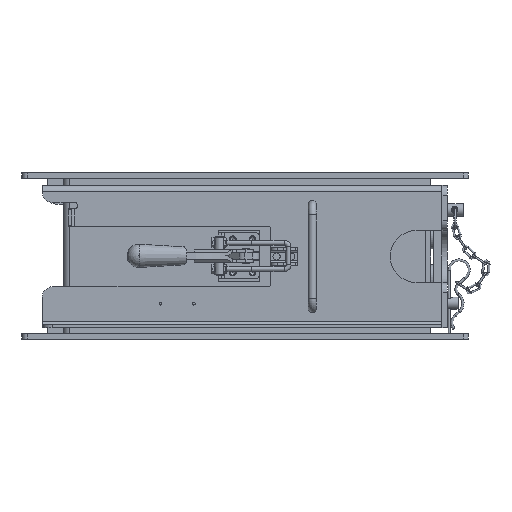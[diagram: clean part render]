
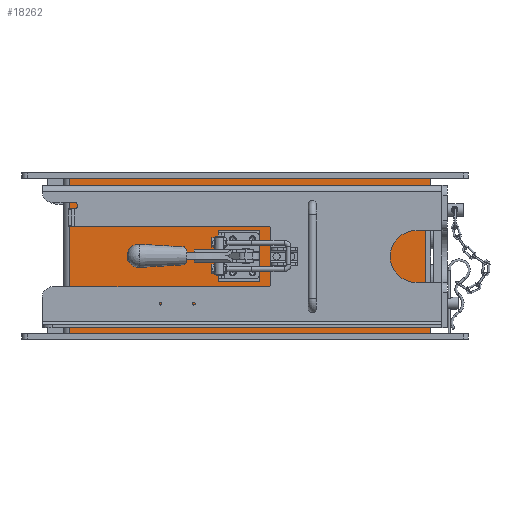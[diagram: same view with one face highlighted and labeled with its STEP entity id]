
A CAD part, left-side view. The second image highlights one B-rep face of the part: STEP entity #18262.
In plain terms, the highlighted planar face has unit normal (-1, 0, 0).
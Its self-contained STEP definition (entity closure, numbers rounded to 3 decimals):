
#424=LINE('',#28535,#1341);
#440=LINE('',#28578,#1357);
#447=LINE('',#28591,#1364);
#448=LINE('',#28593,#1365);
#449=LINE('',#28595,#1366);
#450=LINE('',#28597,#1367);
#451=LINE('',#28599,#1368);
#452=LINE('',#28600,#1369);
#453=LINE('',#28603,#1370);
#454=LINE('',#28605,#1371);
#455=LINE('',#28607,#1372);
#456=LINE('',#28608,#1373);
#1341=VECTOR('',#22718,10.);
#1357=VECTOR('',#22762,10.);
#1364=VECTOR('',#22775,10.);
#1365=VECTOR('',#22776,10.);
#1366=VECTOR('',#22777,10.);
#1367=VECTOR('',#22778,10.);
#1368=VECTOR('',#22779,10.);
#1369=VECTOR('',#22780,10.);
#1370=VECTOR('',#22781,10.);
#1371=VECTOR('',#22782,10.);
#1372=VECTOR('',#22783,10.);
#1373=VECTOR('',#22784,10.);
#2932=PLANE('',#19778);
#3542=FACE_BOUND('',#5656,.T.);
#3543=FACE_BOUND('',#5657,.T.);
#4274=FACE_OUTER_BOUND('',#5655,.T.);
#5655=EDGE_LOOP('',(#12998,#12999,#13000,#13001,#13002,#13003,#13004,#13005));
#5656=EDGE_LOOP('',(#13006,#13007,#13008,#13009));
#5657=EDGE_LOOP('',(#13010));
#7380=CIRCLE('',#19779,5.);
#8526=VERTEX_POINT('',#28532);
#8527=VERTEX_POINT('',#28534);
#8540=VERTEX_POINT('',#28576);
#8543=VERTEX_POINT('',#28590);
#8544=VERTEX_POINT('',#28592);
#8545=VERTEX_POINT('',#28594);
#8546=VERTEX_POINT('',#28596);
#8547=VERTEX_POINT('',#28598);
#8548=VERTEX_POINT('',#28601);
#8549=VERTEX_POINT('',#28602);
#8550=VERTEX_POINT('',#28604);
#8551=VERTEX_POINT('',#28606);
#8552=VERTEX_POINT('',#28609);
#10292=EDGE_CURVE('',#8526,#8527,#424,.T.);
#10314=EDGE_CURVE('',#8540,#8526,#440,.T.);
#10321=EDGE_CURVE('',#8543,#8540,#447,.T.);
#10322=EDGE_CURVE('',#8543,#8544,#448,.T.);
#10323=EDGE_CURVE('',#8545,#8544,#449,.T.);
#10324=EDGE_CURVE('',#8546,#8545,#450,.T.);
#10325=EDGE_CURVE('',#8547,#8546,#451,.T.);
#10326=EDGE_CURVE('',#8547,#8527,#452,.T.);
#10327=EDGE_CURVE('',#8548,#8549,#453,.T.);
#10328=EDGE_CURVE('',#8549,#8550,#454,.T.);
#10329=EDGE_CURVE('',#8550,#8551,#455,.T.);
#10330=EDGE_CURVE('',#8551,#8548,#456,.T.);
#10331=EDGE_CURVE('',#8552,#8552,#7380,.T.);
#12998=ORIENTED_EDGE('',*,*,#10321,.F.);
#12999=ORIENTED_EDGE('',*,*,#10322,.T.);
#13000=ORIENTED_EDGE('',*,*,#10323,.F.);
#13001=ORIENTED_EDGE('',*,*,#10324,.F.);
#13002=ORIENTED_EDGE('',*,*,#10325,.F.);
#13003=ORIENTED_EDGE('',*,*,#10326,.T.);
#13004=ORIENTED_EDGE('',*,*,#10292,.F.);
#13005=ORIENTED_EDGE('',*,*,#10314,.F.);
#13006=ORIENTED_EDGE('',*,*,#10327,.T.);
#13007=ORIENTED_EDGE('',*,*,#10328,.T.);
#13008=ORIENTED_EDGE('',*,*,#10329,.T.);
#13009=ORIENTED_EDGE('',*,*,#10330,.T.);
#13010=ORIENTED_EDGE('',*,*,#10331,.T.);
#18262=ADVANCED_FACE('',(#4274,#3542,#3543),#2932,.T.);
#19778=AXIS2_PLACEMENT_3D('',#28589,#22773,#22774);
#19779=AXIS2_PLACEMENT_3D('',#28610,#22785,#22786);
#22718=DIRECTION('',(0.,-1.,0.));
#22762=DIRECTION('',(0.,0.,1.));
#22773=DIRECTION('center_axis',(-1.,0.,0.));
#22774=DIRECTION('ref_axis',(0.,0.,1.));
#22775=DIRECTION('',(0.,1.,0.));
#22776=DIRECTION('',(0.,0.,1.));
#22777=DIRECTION('',(0.,-1.,0.));
#22778=DIRECTION('',(0.,0.,-1.));
#22779=DIRECTION('',(0.,1.,0.));
#22780=DIRECTION('',(0.,0.,1.));
#22781=DIRECTION('',(0.,0.,1.));
#22782=DIRECTION('',(0.,-1.,0.));
#22783=DIRECTION('',(0.,0.,-1.));
#22784=DIRECTION('',(0.,1.,0.));
#22785=DIRECTION('center_axis',(1.,0.,0.));
#22786=DIRECTION('ref_axis',(0.,1.,0.));
#28532=CARTESIAN_POINT('',(-176.,169.,155.));
#28534=CARTESIAN_POINT('',(-176.,-179.,155.));
#28535=CARTESIAN_POINT('',(-176.,-87.,155.));
#28576=CARTESIAN_POINT('',(-176.,169.,5.));
#28578=CARTESIAN_POINT('',(-176.,169.,160.));
#28589=CARTESIAN_POINT('Origin',(-176.,175.,160.));
#28590=CARTESIAN_POINT('',(-176.,-179.,5.));
#28591=CARTESIAN_POINT('',(-176.,-89.5,5.));
#28592=CARTESIAN_POINT('',(-176.,-179.,14.8));
#28593=CARTESIAN_POINT('',(-176.,-179.,0.));
#28594=CARTESIAN_POINT('',(-176.,-174.,14.8));
#28595=CARTESIAN_POINT('',(-176.,-174.,14.8));
#28596=CARTESIAN_POINT('',(-176.,-174.,145.2));
#28597=CARTESIAN_POINT('',(-176.,-174.,160.));
#28598=CARTESIAN_POINT('',(-176.,-179.,145.2));
#28599=CARTESIAN_POINT('',(-176.,-174.,145.2));
#28600=CARTESIAN_POINT('',(-176.,-179.,145.));
#28601=CARTESIAN_POINT('',(-176.,26.,55.));
#28602=CARTESIAN_POINT('',(-176.,26.,105.));
#28603=CARTESIAN_POINT('',(-176.,26.,107.5));
#28604=CARTESIAN_POINT('',(-176.,-14.,105.));
#28605=CARTESIAN_POINT('',(-176.,100.5,105.));
#28606=CARTESIAN_POINT('',(-176.,-14.,55.));
#28607=CARTESIAN_POINT('',(-176.,-14.,132.5));
#28608=CARTESIAN_POINT('',(-176.,80.5,55.));
#28609=CARTESIAN_POINT('',(-176.,-99.,140.));
#28610=CARTESIAN_POINT('Origin',(-176.,-94.,140.));
